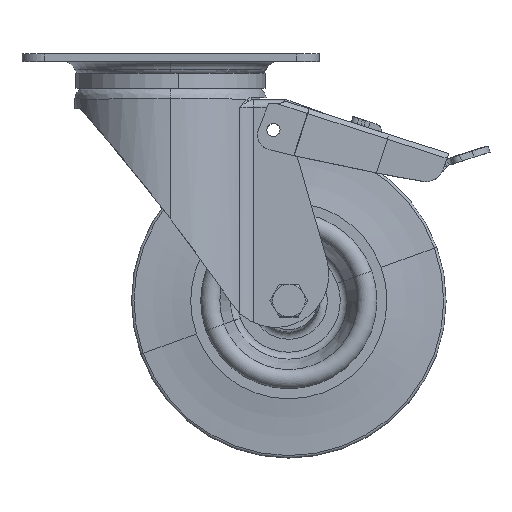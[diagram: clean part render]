
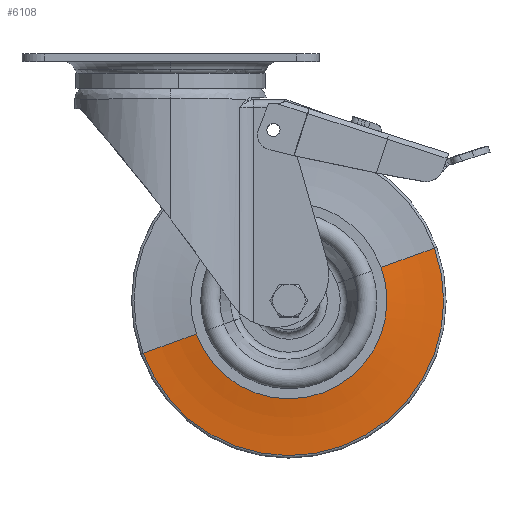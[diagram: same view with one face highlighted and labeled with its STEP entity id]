
A CAD part, top view. The second image highlights one B-rep face of the part: STEP entity #6108.
In plain terms, the highlighted toroidal (fillet/blend) face has major radius 66.569 mm and minor radius 150 mm.
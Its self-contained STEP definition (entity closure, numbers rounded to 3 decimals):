
#1466 = CARTESIAN_POINT ( 'NONE',  ( 83.686, -84.765, 15. ) ) ;
#1987 = ORIENTED_EDGE ( 'NONE', *, *, #17326, .F. ) ;
#2117 = CARTESIAN_POINT ( 'NONE',  ( 47., -98., 12.529 ) ) ;
#2317 = CARTESIAN_POINT ( 'NONE',  ( 47., -98., 15. ) ) ;
#2343 = EDGE_CURVE ( 'NONE', #3447, #16839, #6359, .T. ) ;
#2536 = FACE_OUTER_BOUND ( 'NONE', #23036, .T. ) ;
#2896 = CARTESIAN_POINT ( 'NONE',  ( 104.882, -77.118, 12.529 ) ) ;
#3447 = VERTEX_POINT ( 'NONE', #1466 ) ;
#3537 = CIRCLE ( 'NONE', #22031, 39. ) ;
#3925 = DIRECTION ( 'NONE',  ( -0.941, -0.339, 0. ) ) ;
#4108 = DIRECTION ( 'NONE',  ( -0.941, -0.339, 0. ) ) ;
#4434 = ORIENTED_EDGE ( 'NONE', *, *, #2343, .F. ) ;
#6108 = ADVANCED_FACE ( 'NONE', ( #2536 ), #14505, .F. ) ;
#6359 = CIRCLE ( 'NONE', #11038, 150. ) ;
#7550 = VERTEX_POINT ( 'NONE', #22226 ) ;
#7759 = EDGE_CURVE ( 'NONE', #7550, #16839, #8290, .T. ) ;
#7937 = CARTESIAN_POINT ( 'NONE',  ( 109.618, -75.409, 162.445 ) ) ;
#8290 = CIRCLE ( 'NONE', #14732, 61.534 ) ;
#8831 = DIRECTION ( 'NONE',  ( 0., 0., 1. ) ) ;
#9136 = CARTESIAN_POINT ( 'NONE',  ( -15.618, -120.591, 162.445 ) ) ;
#9524 = ORIENTED_EDGE ( 'NONE', *, *, #7759, .T. ) ;
#9749 = DIRECTION ( 'NONE',  ( 0.941, 0.339, 0. ) ) ;
#10544 = CARTESIAN_POINT ( 'NONE',  ( 47., -98., 162.445 ) ) ;
#10910 = DIRECTION ( 'NONE',  ( -0.941, -0.339, 0. ) ) ;
#11038 = AXIS2_PLACEMENT_3D ( 'NONE', #7937, #20403, #9749 ) ;
#11100 = EDGE_CURVE ( 'NONE', #19250, #7550, #22415, .T. ) ;
#12814 = AXIS2_PLACEMENT_3D ( 'NONE', #10544, #8831, #21275 ) ;
#14505 = TOROIDAL_SURFACE ( 'NONE', #12814, 66.569, 150. ) ;
#14582 = DIRECTION ( 'NONE',  ( 0., 0., 1. ) ) ;
#14732 = AXIS2_PLACEMENT_3D ( 'NONE', #2117, #14582, #3925 ) ;
#14766 = DIRECTION ( 'NONE',  ( 0., 0., 1. ) ) ;
#15069 = AXIS2_PLACEMENT_3D ( 'NONE', #9136, #21568, #10910 ) ;
#16049 = ORIENTED_EDGE ( 'NONE', *, *, #11100, .T. ) ;
#16839 = VERTEX_POINT ( 'NONE', #2896 ) ;
#17326 = EDGE_CURVE ( 'NONE', #19250, #3447, #3537, .T. ) ;
#19250 = VERTEX_POINT ( 'NONE', #20392 ) ;
#20392 = CARTESIAN_POINT ( 'NONE',  ( 10.314, -111.235, 15. ) ) ;
#20403 = DIRECTION ( 'NONE',  ( 0.339, -0.941, 0. ) ) ;
#21275 = DIRECTION ( 'NONE',  ( -0.941, -0.339, 0. ) ) ;
#21568 = DIRECTION ( 'NONE',  ( -0.339, 0.941, 0. ) ) ;
#22031 = AXIS2_PLACEMENT_3D ( 'NONE', #2317, #14766, #4108 ) ;
#22226 = CARTESIAN_POINT ( 'NONE',  ( -10.882, -118.882, 12.529 ) ) ;
#22415 = CIRCLE ( 'NONE', #15069, 150. ) ;
#23036 = EDGE_LOOP ( 'NONE', ( #4434, #1987, #16049, #9524 ) ) ;
